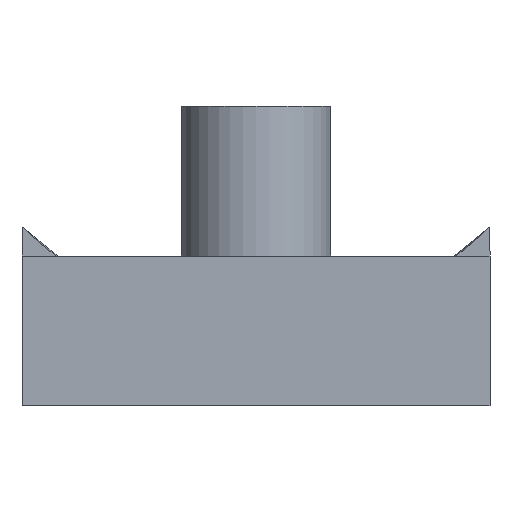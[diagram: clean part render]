
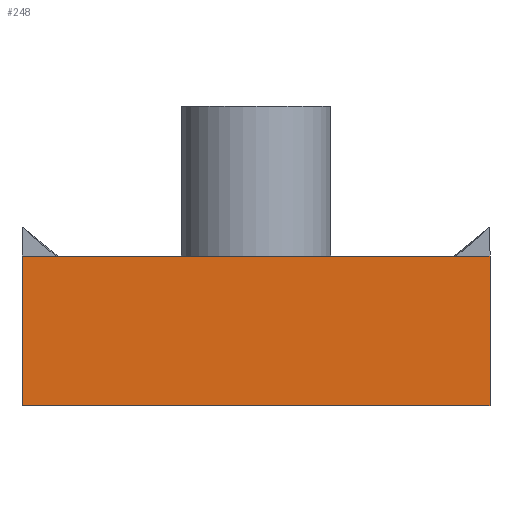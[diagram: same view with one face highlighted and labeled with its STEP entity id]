
A CAD part, front view. The second image highlights one B-rep face of the part: STEP entity #248.
In plain terms, the highlighted planar face has unit normal (0, -1, 0).
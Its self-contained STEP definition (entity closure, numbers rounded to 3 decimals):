
#4 = VECTOR ( 'NONE', #119, 1000. ) ;
#9 = CARTESIAN_POINT ( 'NONE',  ( -31.25, -110., 20. ) ) ;
#11 = VERTEX_POINT ( 'NONE', #171 ) ;
#49 = LINE ( 'NONE', #209, #489 ) ;
#58 = FACE_OUTER_BOUND ( 'NONE', #173, .T. ) ;
#67 = VECTOR ( 'NONE', #564, 1000. ) ;
#119 = DIRECTION ( 'NONE',  ( 0., 0., -1. ) ) ;
#134 = EDGE_CURVE ( 'NONE', #442, #11, #546, .T. ) ;
#171 = CARTESIAN_POINT ( 'NONE',  ( 31.25, -110., 0. ) ) ;
#173 = EDGE_LOOP ( 'NONE', ( #498, #553, #264, #548 ) ) ;
#196 = DIRECTION ( 'NONE',  ( 1., 0., 0. ) ) ;
#197 = VERTEX_POINT ( 'NONE', #9 ) ;
#203 = VECTOR ( 'NONE', #377, 1000. ) ;
#209 = CARTESIAN_POINT ( 'NONE',  ( -31.25, -110., 20. ) ) ;
#226 = LINE ( 'NONE', #314, #203 ) ;
#227 = EDGE_CURVE ( 'NONE', #197, #442, #49, .T. ) ;
#232 = VERTEX_POINT ( 'NONE', #558 ) ;
#248 = ADVANCED_FACE ( 'NONE', ( #58 ), #257, .F. ) ;
#252 = CARTESIAN_POINT ( 'NONE',  ( -31.25, -110., 20. ) ) ;
#257 = PLANE ( 'NONE',  #452 ) ;
#264 = ORIENTED_EDGE ( 'NONE', *, *, #227, .F. ) ;
#277 = CARTESIAN_POINT ( 'NONE',  ( 31.25, -110., 20. ) ) ;
#314 = CARTESIAN_POINT ( 'NONE',  ( -31.25, -110., 0. ) ) ;
#341 = EDGE_CURVE ( 'NONE', #232, #11, #226, .T. ) ;
#347 = CARTESIAN_POINT ( 'NONE',  ( 31.25, -110., 20. ) ) ;
#377 = DIRECTION ( 'NONE',  ( 1., 0., 0. ) ) ;
#405 = DIRECTION ( 'NONE',  ( 0., 1., 0. ) ) ;
#442 = VERTEX_POINT ( 'NONE', #277 ) ;
#452 = AXIS2_PLACEMENT_3D ( 'NONE', #252, #405, #556 ) ;
#489 = VECTOR ( 'NONE', #196, 1000. ) ;
#498 = ORIENTED_EDGE ( 'NONE', *, *, #341, .T. ) ;
#506 = EDGE_CURVE ( 'NONE', #197, #232, #628, .T. ) ;
#546 = LINE ( 'NONE', #347, #67 ) ;
#548 = ORIENTED_EDGE ( 'NONE', *, *, #506, .T. ) ;
#553 = ORIENTED_EDGE ( 'NONE', *, *, #134, .F. ) ;
#556 = DIRECTION ( 'NONE',  ( 0., 0., 1. ) ) ;
#558 = CARTESIAN_POINT ( 'NONE',  ( -31.25, -110., 0. ) ) ;
#564 = DIRECTION ( 'NONE',  ( 0., 0., -1. ) ) ;
#578 = CARTESIAN_POINT ( 'NONE',  ( -31.25, -110., 20. ) ) ;
#628 = LINE ( 'NONE', #578, #4 ) ;
